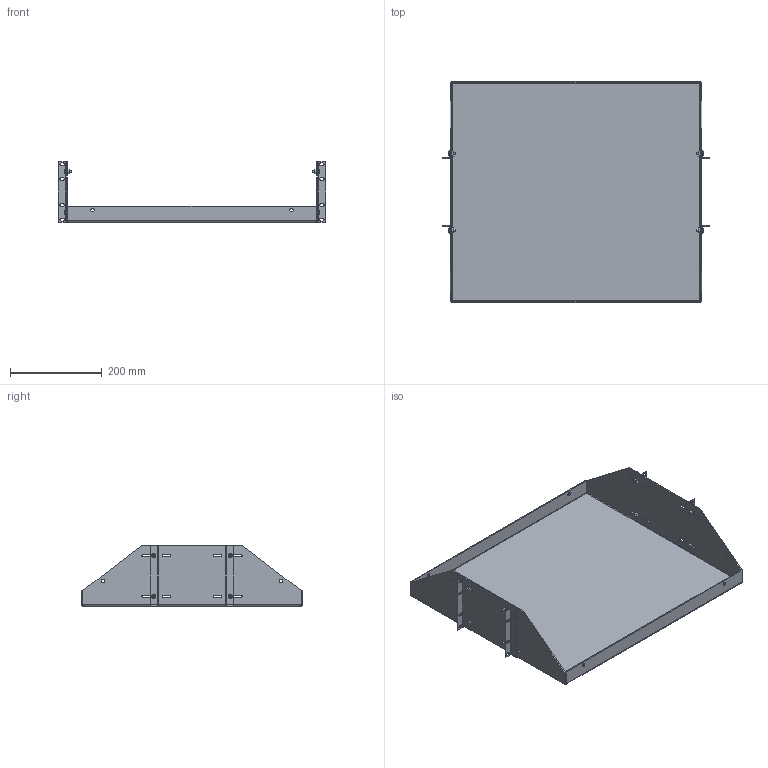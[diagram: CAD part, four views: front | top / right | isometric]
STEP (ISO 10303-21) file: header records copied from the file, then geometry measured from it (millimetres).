
FILE_DESCRIPTION (( 'STEP AP203' ), '1' );
FILE_NAME ('BRS2P2319BK.step', '2020-11-12T15:31:43', ( 'ADC123' ), ( 'Microsoft' ), 'SwSTEP 2.0', 'SolidWorks 2019', '' );
FILE_SCHEMA (( 'CONFIG_CONTROL_DESIGN' ));
Length unit declared in the file: inch
Products named in the file (1): BRS2P2319BK
Bounding box: 584.2 x 482.6 x 132.54 mm (x, y, z)
Volume: 981962.9 mm3; surface area: 839760.9 mm2
Topology: 21 solids, 21 shells, 466 faces, 1200 edges, 784 vertices
Faces by surface type: plane 322, cylinder 120, bspline 24
Full cylindrical faces by diameter (mm): 3.967 x8, 4.826 x8, 5.41 x8, 7.144 x8, 9.398 x8
Entity records: 14839 total; most frequent: CARTESIAN_POINT 3595, ORIENTED_EDGE 2240, DIRECTION 2198, EDGE_CURVE 1120, VECTOR 800, LINE 800, VERTEX_POINT 768, AXIS2_PLACEMENT_3D 699
